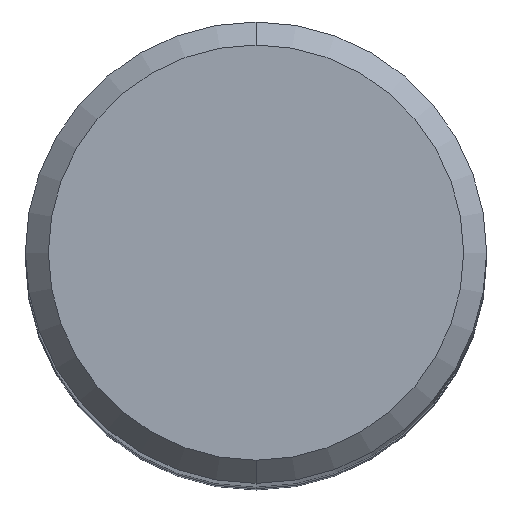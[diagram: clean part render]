
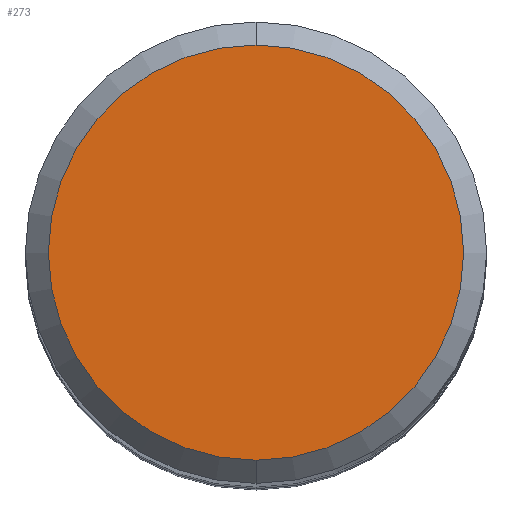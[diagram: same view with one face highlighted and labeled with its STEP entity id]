
A CAD part, top view. The second image highlights one B-rep face of the part: STEP entity #273.
In plain terms, the highlighted planar face has unit normal (0, 0, 1).
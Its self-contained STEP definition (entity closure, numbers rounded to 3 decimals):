
#255=VERTEX_POINT('',#644);
#273=ADVANCED_FACE('',(#663),#664,.T.);
#295=VERTEX_POINT('',#686);
#537=EDGE_CURVE('',#255,#295,#960,.T.);
#563=EDGE_CURVE('',#295,#255,#986,.T.);
#644=CARTESIAN_POINT('',(0.0,3.6,0.));
#663=FACE_OUTER_BOUND('',#1114,.T.);
#664=PLANE('',#1115);
#686=CARTESIAN_POINT('',(0.,-3.6,0.));
#960=CIRCLE('',#1656,3.6);
#986=CIRCLE('',#1729,3.6);
#1114=EDGE_LOOP('',(#1820,#1821));
#1115=AXIS2_PLACEMENT_3D('',#1822,#1823,#1824);
#1656=AXIS2_PLACEMENT_3D('',#2180,#2181,#2182);
#1729=AXIS2_PLACEMENT_3D('',#2200,#2201,#2202);
#1820=ORIENTED_EDGE('',*,*,#537,.F.);
#1821=ORIENTED_EDGE('',*,*,#563,.F.);
#1822=CARTESIAN_POINT('',(0.0,1.8,0.));
#1823=DIRECTION('',(-0.0,0.0,1.0));
#1824=DIRECTION('',(0.0,-1.0,0.0));
#2180=CARTESIAN_POINT('',(0.0,0.0,0.));
#2181=DIRECTION('',(0.0,0.0,-1.0));
#2182=DIRECTION('',(0.0,1.0,0.0));
#2200=CARTESIAN_POINT('',(0.0,0.0,0.));
#2201=DIRECTION('',(0.0,0.0,-1.0));
#2202=DIRECTION('',(0.0,1.0,0.0));
